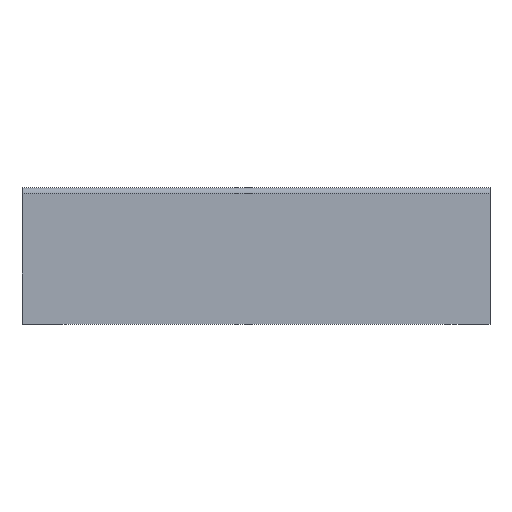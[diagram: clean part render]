
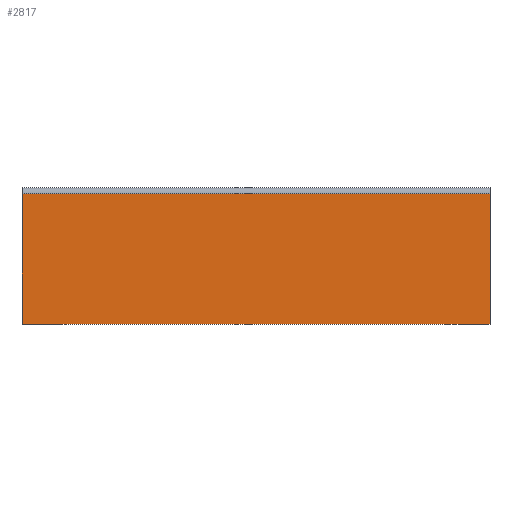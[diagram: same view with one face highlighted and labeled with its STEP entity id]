
A CAD part, front view. The second image highlights one B-rep face of the part: STEP entity #2817.
In plain terms, the highlighted planar face has unit normal (0, -1, 0).
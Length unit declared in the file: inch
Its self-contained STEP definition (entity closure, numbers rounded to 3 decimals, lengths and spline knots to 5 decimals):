
#125 = CARTESIAN_POINT ( 'NONE',  ( 1.2, -2.3, 0. ) ) ;
#157 = PLANE ( 'NONE',  #3529 ) ;
#254 = CARTESIAN_POINT ( 'NONE',  ( 1.2, -2.3, 0.67 ) ) ;
#255 = DIRECTION ( 'NONE',  ( -1., 0., 0. ) ) ;
#260 = CARTESIAN_POINT ( 'NONE',  ( 1.2, -2.3, -3.27472 ) ) ;
#273 = DIRECTION ( 'NONE',  ( 0., 0., 1. ) ) ;
#363 = CARTESIAN_POINT ( 'NONE',  ( -1.2, -2.3, -3.27472 ) ) ;
#364 = DIRECTION ( 'NONE',  ( 0., 0., 1. ) ) ;
#693 = DIRECTION ( 'NONE',  ( -1., 0., 0. ) ) ;
#741 = CARTESIAN_POINT ( 'NONE',  ( 1.2, -2.3, -3.27472 ) ) ;
#744 = DIRECTION ( 'NONE',  ( 0., -1., 0. ) ) ;
#745 = DIRECTION ( 'NONE',  ( 0., 0., -1. ) ) ;
#833 = EDGE_LOOP ( 'NONE', ( #3851, #3786, #3785, #3784 ) ) ;
#1004 = CARTESIAN_POINT ( 'NONE',  ( 1.2, -2.3, 0. ) ) ;
#1018 = CARTESIAN_POINT ( 'NONE',  ( -1.2, -2.3, 0. ) ) ;
#1104 = VERTEX_POINT ( 'NONE', #1018 ) ;
#1118 = VERTEX_POINT ( 'NONE', #1004 ) ;
#1147 = VERTEX_POINT ( 'NONE', #4020 ) ;
#1245 = VERTEX_POINT ( 'NONE', #3879 ) ;
#2102 = FACE_OUTER_BOUND ( 'NONE', #833, .T. ) ;
#2389 = VECTOR ( 'NONE', #255, 39.37008 ) ;
#2393 = LINE ( 'NONE', #254, #2389 ) ;
#2401 = LINE ( 'NONE', #260, #2406 ) ;
#2406 = VECTOR ( 'NONE', #273, 39.37008 ) ;
#2479 = LINE ( 'NONE', #363, #2480 ) ;
#2480 = VECTOR ( 'NONE', #364, 39.37008 ) ;
#2509 = VECTOR ( 'NONE', #693, 39.37008 ) ;
#2511 = LINE ( 'NONE', #125, #2509 ) ;
#2817 = ADVANCED_FACE ( 'NONE', ( #2102 ), #157, .T. ) ;
#3379 = EDGE_CURVE ( 'NONE', #1147, #1245, #2393, .T. ) ;
#3383 = EDGE_CURVE ( 'NONE', #1118, #1147, #2401, .T. ) ;
#3529 = AXIS2_PLACEMENT_3D ( 'NONE', #741, #744, #745 ) ;
#3658 = EDGE_CURVE ( 'NONE', #1104, #1245, #2479, .T. ) ;
#3686 = EDGE_CURVE ( 'NONE', #1118, #1104, #2511, .T. ) ;
#3784 = ORIENTED_EDGE ( 'NONE', *, *, #3379, .T. ) ;
#3785 = ORIENTED_EDGE ( 'NONE', *, *, #3383, .T. ) ;
#3786 = ORIENTED_EDGE ( 'NONE', *, *, #3686, .F. ) ;
#3851 = ORIENTED_EDGE ( 'NONE', *, *, #3658, .F. ) ;
#3879 = CARTESIAN_POINT ( 'NONE',  ( -1.2, -2.3, 0.67 ) ) ;
#4020 = CARTESIAN_POINT ( 'NONE',  ( 1.2, -2.3, 0.67 ) ) ;
